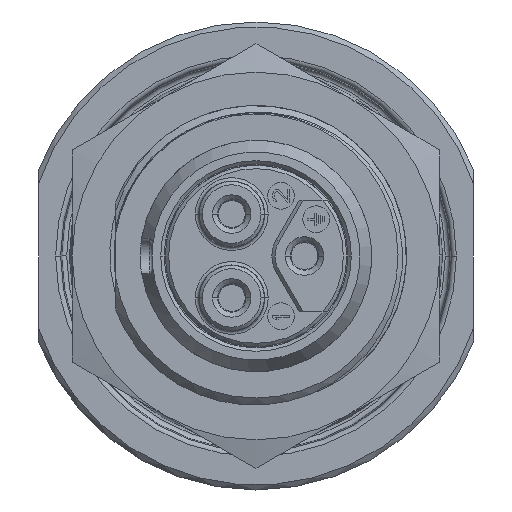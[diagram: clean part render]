
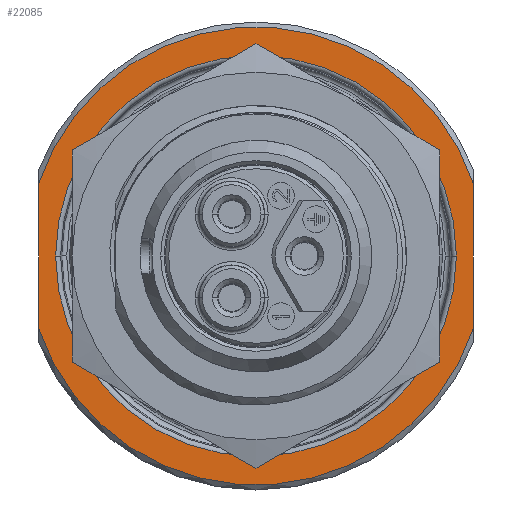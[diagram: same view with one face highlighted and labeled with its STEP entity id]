
A CAD part, left-side view. The second image highlights one B-rep face of the part: STEP entity #22085.
In plain terms, the highlighted planar face has unit normal (-1, 0, 0).
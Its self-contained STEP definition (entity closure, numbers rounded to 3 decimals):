
#3007=DIRECTION('',(0.,0.,-1.));
#3008=VECTOR('',#3007,8.646);
#3009=CARTESIAN_POINT('',(20.5,26.285,-9.677));
#3010=LINE('1326',#3009,#3008);
#3011=CARTESIAN_POINT('',(20.5,13.285,-14.));
#3012=DIRECTION('',(1.,0.,0.));
#3013=DIRECTION('',(0.,0.949,0.316));
#3014=AXIS2_PLACEMENT_3D('',#3011,#3012,#3013);
#3016=DIRECTION('',(0.,0.,1.));
#3017=VECTOR('',#3016,8.646);
#3018=CARTESIAN_POINT('',(20.5,0.285,-18.323));
#3019=LINE('1327',#3018,#3017);
#3020=CARTESIAN_POINT('',(20.5,13.285,-14.));
#3021=DIRECTION('',(-1.,0.,0.));
#3022=DIRECTION('',(0.,0.949,-0.316));
#3023=AXIS2_PLACEMENT_3D('',#3020,#3021,#3022);
#3035=CARTESIAN_POINT('',(20.5,13.285,-14.));
#3036=DIRECTION('',(1.,0.,0.));
#3037=DIRECTION('',(0.,-1.,0.));
#3038=AXIS2_PLACEMENT_3D('',#3035,#3036,#3037);
#3050=CARTESIAN_POINT('',(20.5,13.285,-14.));
#3051=DIRECTION('',(1.,0.,0.));
#3052=DIRECTION('',(0.,1.,0.));
#3053=AXIS2_PLACEMENT_3D('',#3050,#3051,#3052);
#15906=CARTESIAN_POINT('',(20.5,26.285,-9.677));
#15907=CARTESIAN_POINT('',(20.5,26.285,-18.323));
#15908=VERTEX_POINT('',#15906);
#15909=VERTEX_POINT('',#15907);
#15910=CARTESIAN_POINT('',(20.5,0.285,-18.323));
#15911=CARTESIAN_POINT('',(20.5,0.285,-9.677));
#15912=VERTEX_POINT('',#15910);
#15913=VERTEX_POINT('',#15911);
#15950=CARTESIAN_POINT('',(20.5,1.296,-14.));
#15951=CARTESIAN_POINT('',(20.5,25.273,-14.));
#15952=VERTEX_POINT('',#15950);
#15953=VERTEX_POINT('',#15951);
#22067=CARTESIAN_POINT('',(20.5,13.285,-14.));
#22068=DIRECTION('',(1.,0.,0.));
#22069=DIRECTION('',(0.,-1.,0.));
#22070=AXIS2_PLACEMENT_3D('',#22067,#22068,#22069);
#22071=PLANE('249',#22070);
#22072=ORIENTED_EDGE('1326',*,*,#21980,.F.);
#22074=ORIENTED_EDGE('1341',*,*,#22073,.T.);
#22075=ORIENTED_EDGE('1327',*,*,#22017,.F.);
#22076=ORIENTED_EDGE('1345',*,*,#22060,.F.);
#22077=EDGE_LOOP('249',(#22072,#22074,#22075,#22076));
#22078=FACE_OUTER_BOUND('249',#22077,.F.);
#22080=ORIENTED_EDGE('1367',*,*,#22079,.F.);
#22082=ORIENTED_EDGE('1369',*,*,#22081,.F.);
#22083=EDGE_LOOP('249',(#22080,#22082));
#22084=FACE_BOUND('249',#22083,.F.);
#3015=CIRCLE('1341',#3014,13.7);
#3024=CIRCLE('1345',#3023,13.7);
#3039=CIRCLE('1367',#3038,11.989);
#3054=CIRCLE('1369',#3053,11.989);
#21980=EDGE_CURVE('1326',#15908,#15909,#3010,.T.);
#22017=EDGE_CURVE('1327',#15912,#15913,#3019,.T.);
#22060=EDGE_CURVE('1345',#15909,#15912,#3024,.T.);
#22073=EDGE_CURVE('1341',#15908,#15913,#3015,.T.);
#22079=EDGE_CURVE('1367',#15952,#15953,#3039,.T.);
#22081=EDGE_CURVE('1369',#15953,#15952,#3054,.T.);
#22085=ADVANCED_FACE('249',(#22078,#22084),#22071,.F.);
